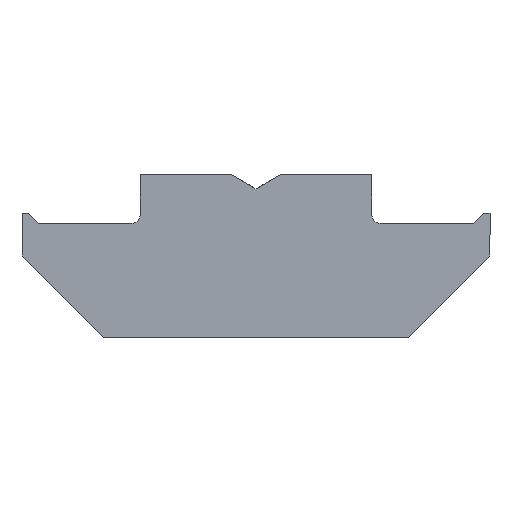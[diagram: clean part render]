
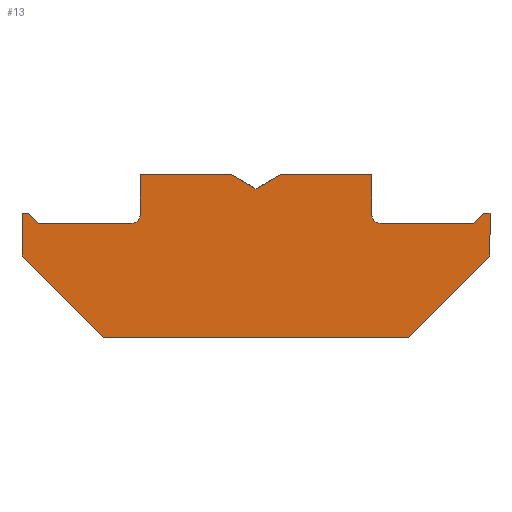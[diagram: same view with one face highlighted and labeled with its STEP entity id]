
A CAD part, front view. The second image highlights one B-rep face of the part: STEP entity #13.
In plain terms, the highlighted planar face has unit normal (0, -1, 0).
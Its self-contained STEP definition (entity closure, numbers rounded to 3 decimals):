
#9 = CIRCLE ( 'NONE', #423, 0.2 ) ;
#13 = ADVANCED_FACE ( 'NONE', ( #640 ), #1090, .F. ) ;
#23 = DIRECTION ( 'NONE',  ( -0.866, 0., -0.5 ) ) ;
#31 = ORIENTED_EDGE ( 'NONE', *, *, #154, .F. ) ;
#38 = VECTOR ( 'NONE', #812, 1000. ) ;
#56 = CARTESIAN_POINT ( 'NONE',  ( -0.606, -6., 1.2 ) ) ;
#58 = EDGE_CURVE ( 'NONE', #1056, #1021, #9, .T. ) ;
#77 = DIRECTION ( 'NONE',  ( -0.866, 0., 0.5 ) ) ;
#83 = CARTESIAN_POINT ( 'NONE',  ( 3.05, -6., 0. ) ) ;
#84 = EDGE_CURVE ( 'NONE', #168, #469, #943, .T. ) ;
#88 = VERTEX_POINT ( 'NONE', #672 ) ;
#89 = DIRECTION ( 'NONE',  ( 0., 0., 1. ) ) ;
#93 = ORIENTED_EDGE ( 'NONE', *, *, #301, .T. ) ;
#95 = ORIENTED_EDGE ( 'NONE', *, *, #406, .F. ) ;
#99 = CARTESIAN_POINT ( 'NONE',  ( -2.85, -6., 1.2 ) ) ;
#101 = AXIS2_PLACEMENT_3D ( 'NONE', #99, #915, #292 ) ;
#103 = EDGE_CURVE ( 'NONE', #718, #456, #464, .T. ) ;
#107 = DIRECTION ( 'NONE',  ( 0., 0., -1. ) ) ;
#127 = EDGE_CURVE ( 'NONE', #88, #367, #916, .T. ) ;
#133 = ORIENTED_EDGE ( 'NONE', *, *, #1019, .T. ) ;
#146 = LINE ( 'NONE', #1042, #929 ) ;
#153 = CARTESIAN_POINT ( 'NONE',  ( -5.6, -6., 0.25 ) ) ;
#154 = EDGE_CURVE ( 'NONE', #1045, #570, #1117, .T. ) ;
#166 = CARTESIAN_POINT ( 'NONE',  ( 2.85, -6., 1.2 ) ) ;
#168 = VERTEX_POINT ( 'NONE', #594 ) ;
#169 = ORIENTED_EDGE ( 'NONE', *, *, #801, .T. ) ;
#174 = CIRCLE ( 'NONE', #1044, 0.2 ) ;
#180 = ORIENTED_EDGE ( 'NONE', *, *, #103, .T. ) ;
#190 = CARTESIAN_POINT ( 'NONE',  ( 5.75, -6., 0.25 ) ) ;
#202 = VECTOR ( 'NONE', #783, 1000. ) ;
#217 = LINE ( 'NONE', #583, #767 ) ;
#242 = VECTOR ( 'NONE', #437, 1000. ) ;
#252 = ORIENTED_EDGE ( 'NONE', *, *, #761, .T. ) ;
#256 = CARTESIAN_POINT ( 'NONE',  ( -5.75, -6., 0.25 ) ) ;
#258 = LINE ( 'NONE', #868, #242 ) ;
#286 = EDGE_CURVE ( 'NONE', #513, #1004, #146, .T. ) ;
#292 = DIRECTION ( 'NONE',  ( 0., 0., 1. ) ) ;
#301 = EDGE_CURVE ( 'NONE', #315, #601, #697, .T. ) ;
#314 = CARTESIAN_POINT ( 'NONE',  ( -3.05, -6., 0. ) ) ;
#315 = VERTEX_POINT ( 'NONE', #749 ) ;
#324 = LINE ( 'NONE', #810, #447 ) ;
#329 = DIRECTION ( 'NONE',  ( 0., 0., -1. ) ) ;
#360 = EDGE_CURVE ( 'NONE', #1049, #367, #174, .T. ) ;
#367 = VERTEX_POINT ( 'NONE', #314 ) ;
#370 = VERTEX_POINT ( 'NONE', #1084 ) ;
#387 = DIRECTION ( 'NONE',  ( 0., 0., -1. ) ) ;
#406 = EDGE_CURVE ( 'NONE', #168, #601, #743, .T. ) ;
#419 = VECTOR ( 'NONE', #752, 1000. ) ;
#423 = AXIS2_PLACEMENT_3D ( 'NONE', #493, #662, #329 ) ;
#427 = DIRECTION ( 'NONE',  ( 0., 0., -1. ) ) ;
#433 = LINE ( 'NONE', #256, #202 ) ;
#437 = DIRECTION ( 'NONE',  ( -0.707, 0., 0.707 ) ) ;
#447 = VECTOR ( 'NONE', #886, 1000. ) ;
#452 = ORIENTED_EDGE ( 'NONE', *, *, #84, .T. ) ;
#453 = CARTESIAN_POINT ( 'NONE',  ( -2.85, -6., 1.2 ) ) ;
#456 = VERTEX_POINT ( 'NONE', #671 ) ;
#461 = CARTESIAN_POINT ( 'NONE',  ( -5.75, -6., -0.8 ) ) ;
#464 = LINE ( 'NONE', #1013, #1136 ) ;
#469 = VERTEX_POINT ( 'NONE', #851 ) ;
#478 = DIRECTION ( 'NONE',  ( -0.707, 0., 0.707 ) ) ;
#484 = LINE ( 'NONE', #1160, #1093 ) ;
#493 = CARTESIAN_POINT ( 'NONE',  ( 3.05, -6., 0.2 ) ) ;
#507 = DIRECTION ( 'NONE',  ( -0.707, 0., -0.707 ) ) ;
#513 = VERTEX_POINT ( 'NONE', #1125 ) ;
#523 = VERTEX_POINT ( 'NONE', #153 ) ;
#539 = DIRECTION ( 'NONE',  ( 1., 0., 0. ) ) ;
#541 = EDGE_CURVE ( 'NONE', #523, #315, #433, .T. ) ;
#555 = LINE ( 'NONE', #725, #785 ) ;
#559 = VERTEX_POINT ( 'NONE', #166 ) ;
#569 = ORIENTED_EDGE ( 'NONE', *, *, #127, .F. ) ;
#570 = VERTEX_POINT ( 'NONE', #788 ) ;
#583 = CARTESIAN_POINT ( 'NONE',  ( 0.606, -6., 1.2 ) ) ;
#585 = DIRECTION ( 'NONE',  ( 1., 0., 0. ) ) ;
#589 = EDGE_CURVE ( 'NONE', #370, #559, #555, .T. ) ;
#594 = CARTESIAN_POINT ( 'NONE',  ( -3.75, -6., -2.8 ) ) ;
#601 = VERTEX_POINT ( 'NONE', #461 ) ;
#602 = EDGE_CURVE ( 'NONE', #1045, #718, #324, .T. ) ;
#626 = CARTESIAN_POINT ( 'NONE',  ( 5.6, -6., 0.25 ) ) ;
#640 = FACE_OUTER_BOUND ( 'NONE', #780, .T. ) ;
#642 = ORIENTED_EDGE ( 'NONE', *, *, #1126, .T. ) ;
#656 = CARTESIAN_POINT ( 'NONE',  ( -3.05, -6., 0.2 ) ) ;
#662 = DIRECTION ( 'NONE',  ( 0., 1., 0. ) ) ;
#665 = VECTOR ( 'NONE', #1071, 1000. ) ;
#671 = CARTESIAN_POINT ( 'NONE',  ( 5.35, -6., 0. ) ) ;
#672 = CARTESIAN_POINT ( 'NONE',  ( -5.35, -6., 0. ) ) ;
#681 = VECTOR ( 'NONE', #478, 1000. ) ;
#696 = CARTESIAN_POINT ( 'NONE',  ( -2.85, -6., 0.2 ) ) ;
#697 = LINE ( 'NONE', #1066, #38 ) ;
#705 = VERTEX_POINT ( 'NONE', #453 ) ;
#718 = VERTEX_POINT ( 'NONE', #626 ) ;
#725 = CARTESIAN_POINT ( 'NONE',  ( -2.85, -6., 1.2 ) ) ;
#729 = CARTESIAN_POINT ( 'NONE',  ( -2.85, -6., 0. ) ) ;
#735 = ORIENTED_EDGE ( 'NONE', *, *, #58, .T. ) ;
#743 = LINE ( 'NONE', #745, #681 ) ;
#745 = CARTESIAN_POINT ( 'NONE',  ( -3.75, -6., -2.8 ) ) ;
#749 = CARTESIAN_POINT ( 'NONE',  ( -5.75, -6., 0.25 ) ) ;
#752 = DIRECTION ( 'NONE',  ( 0.707, 0., 0.707 ) ) ;
#761 = EDGE_CURVE ( 'NONE', #469, #570, #964, .T. ) ;
#766 = CARTESIAN_POINT ( 'NONE',  ( -2.85, -6., 0. ) ) ;
#767 = VECTOR ( 'NONE', #23, 1000. ) ;
#775 = EDGE_CURVE ( 'NONE', #705, #1049, #1159, .T. ) ;
#780 = EDGE_LOOP ( 'NONE', ( #169, #947, #796, #1006, #987, #569, #133, #920, #93, #95, #452, #252, #31, #934, #180, #1030, #735, #642, #862 ) ) ;
#781 = CARTESIAN_POINT ( 'NONE',  ( 2.85, -6., 0.2 ) ) ;
#783 = DIRECTION ( 'NONE',  ( -1., 0., 0. ) ) ;
#785 = VECTOR ( 'NONE', #794, 1000. ) ;
#788 = CARTESIAN_POINT ( 'NONE',  ( 5.75, -6., -0.8 ) ) ;
#790 = EDGE_CURVE ( 'NONE', #705, #1004, #846, .T. ) ;
#794 = DIRECTION ( 'NONE',  ( 1., 0., 0. ) ) ;
#796 = ORIENTED_EDGE ( 'NONE', *, *, #790, .F. ) ;
#801 = EDGE_CURVE ( 'NONE', #370, #513, #217, .T. ) ;
#810 = CARTESIAN_POINT ( 'NONE',  ( 5.75, -6., 0.25 ) ) ;
#812 = DIRECTION ( 'NONE',  ( 0., 0., -1. ) ) ;
#835 = CARTESIAN_POINT ( 'NONE',  ( -2.85, -6., 1.2 ) ) ;
#846 = LINE ( 'NONE', #835, #665 ) ;
#851 = CARTESIAN_POINT ( 'NONE',  ( 3.75, -6., -2.8 ) ) ;
#862 = ORIENTED_EDGE ( 'NONE', *, *, #589, .F. ) ;
#867 = VECTOR ( 'NONE', #539, 1000. ) ;
#868 = CARTESIAN_POINT ( 'NONE',  ( -5.35, -6., 0. ) ) ;
#886 = DIRECTION ( 'NONE',  ( -1., 0., 0. ) ) ;
#898 = LINE ( 'NONE', #729, #867 ) ;
#915 = DIRECTION ( 'NONE',  ( 0., 1., 0. ) ) ;
#916 = LINE ( 'NONE', #766, #1043 ) ;
#920 = ORIENTED_EDGE ( 'NONE', *, *, #541, .T. ) ;
#925 = DIRECTION ( 'NONE',  ( 0., 1., 0. ) ) ;
#928 = VECTOR ( 'NONE', #107, 1000. ) ;
#929 = VECTOR ( 'NONE', #77, 1000. ) ;
#934 = ORIENTED_EDGE ( 'NONE', *, *, #602, .T. ) ;
#943 = LINE ( 'NONE', #1095, #971 ) ;
#947 = ORIENTED_EDGE ( 'NONE', *, *, #286, .T. ) ;
#957 = CARTESIAN_POINT ( 'NONE',  ( 5.75, -6., 1.2 ) ) ;
#964 = LINE ( 'NONE', #997, #419 ) ;
#971 = VECTOR ( 'NONE', #585, 1000. ) ;
#987 = ORIENTED_EDGE ( 'NONE', *, *, #360, .T. ) ;
#997 = CARTESIAN_POINT ( 'NONE',  ( 5.75, -6., -0.8 ) ) ;
#1004 = VERTEX_POINT ( 'NONE', #56 ) ;
#1006 = ORIENTED_EDGE ( 'NONE', *, *, #775, .T. ) ;
#1013 = CARTESIAN_POINT ( 'NONE',  ( 5.35, -6., 0. ) ) ;
#1019 = EDGE_CURVE ( 'NONE', #88, #523, #258, .T. ) ;
#1021 = VERTEX_POINT ( 'NONE', #781 ) ;
#1030 = ORIENTED_EDGE ( 'NONE', *, *, #1063, .F. ) ;
#1031 = DIRECTION ( 'NONE',  ( 1., 0., 0. ) ) ;
#1042 = CARTESIAN_POINT ( 'NONE',  ( -0.606, -6., 1.2 ) ) ;
#1043 = VECTOR ( 'NONE', #1031, 1000. ) ;
#1044 = AXIS2_PLACEMENT_3D ( 'NONE', #656, #925, #387 ) ;
#1045 = VERTEX_POINT ( 'NONE', #190 ) ;
#1049 = VERTEX_POINT ( 'NONE', #696 ) ;
#1056 = VERTEX_POINT ( 'NONE', #83 ) ;
#1063 = EDGE_CURVE ( 'NONE', #1056, #456, #898, .T. ) ;
#1066 = CARTESIAN_POINT ( 'NONE',  ( -5.75, -6., 0.25 ) ) ;
#1071 = DIRECTION ( 'NONE',  ( 1., 0., 0. ) ) ;
#1084 = CARTESIAN_POINT ( 'NONE',  ( 0.606, -6., 1.2 ) ) ;
#1085 = CARTESIAN_POINT ( 'NONE',  ( -2.85, -6., 1.2 ) ) ;
#1090 = PLANE ( 'NONE',  #101 ) ;
#1093 = VECTOR ( 'NONE', #89, 1000. ) ;
#1095 = CARTESIAN_POINT ( 'NONE',  ( -3.75, -6., -2.8 ) ) ;
#1102 = VECTOR ( 'NONE', #427, 1000. ) ;
#1117 = LINE ( 'NONE', #957, #1102 ) ;
#1125 = CARTESIAN_POINT ( 'NONE',  ( 0., -6., 0.85 ) ) ;
#1126 = EDGE_CURVE ( 'NONE', #1021, #559, #484, .T. ) ;
#1136 = VECTOR ( 'NONE', #507, 1000. ) ;
#1159 = LINE ( 'NONE', #1085, #928 ) ;
#1160 = CARTESIAN_POINT ( 'NONE',  ( 2.85, -6., 1.2 ) ) ;
